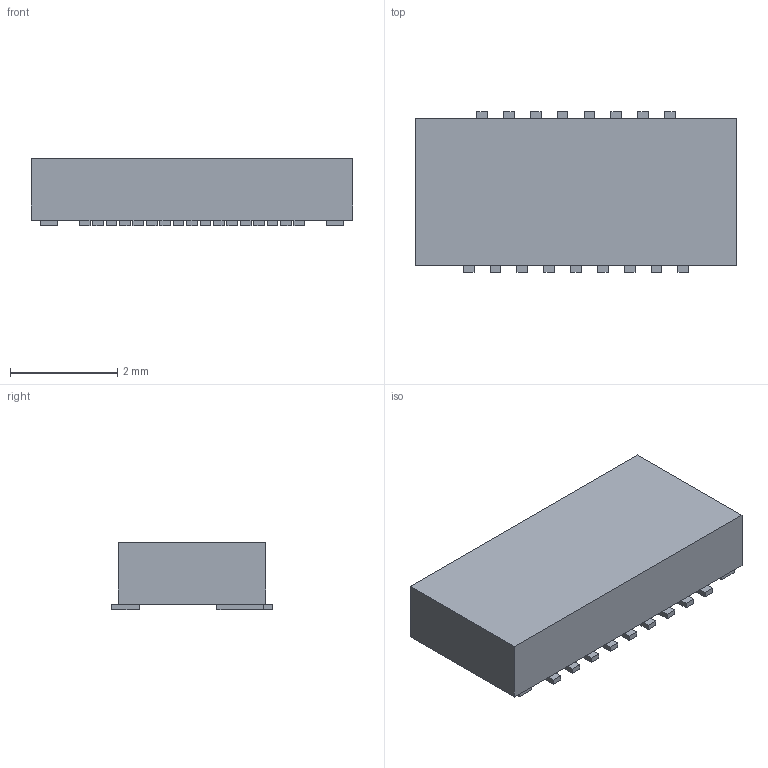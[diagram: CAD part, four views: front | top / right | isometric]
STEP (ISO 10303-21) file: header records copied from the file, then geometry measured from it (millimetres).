
FILE_DESCRIPTION(('FreeCAD Model'),'2;1');
FILE_NAME('234550.1.5.stp','2020-04-08T00:53:20',( 'Author'),(''),'Open CASCADE STEP processor 6.9','FreeCAD','Unknown' );
FILE_SCHEMA(('AUTOMOTIVE_DESIGN { 1 0 10303 214 1 1 1 1 }'));
Length unit declared in the file: millimetre
Products named in the file (3): ASSEMBLY; Body; Pins
Assembly tree (2 placements, depth 2):
  ASSEMBLY
    Body
    Pins
Bounding box: 6 x 3 x 1.25 mm (x, y, z)
Volume: 19.2 mm3; surface area: 61.5 mm2
Topology: 20 solids, 20 shells, 120 faces, 240 edges, 160 vertices
Faces by surface type: plane 120
Entity records: 6356 total; most frequent: CARTESIAN_POINT 1003, DIRECTION 966, LINE 720, VECTOR 720, ORIENTED_EDGE 480, PCURVE 480, DEFINITIONAL_REPRESENTATION 480, EDGE_CURVE 240
